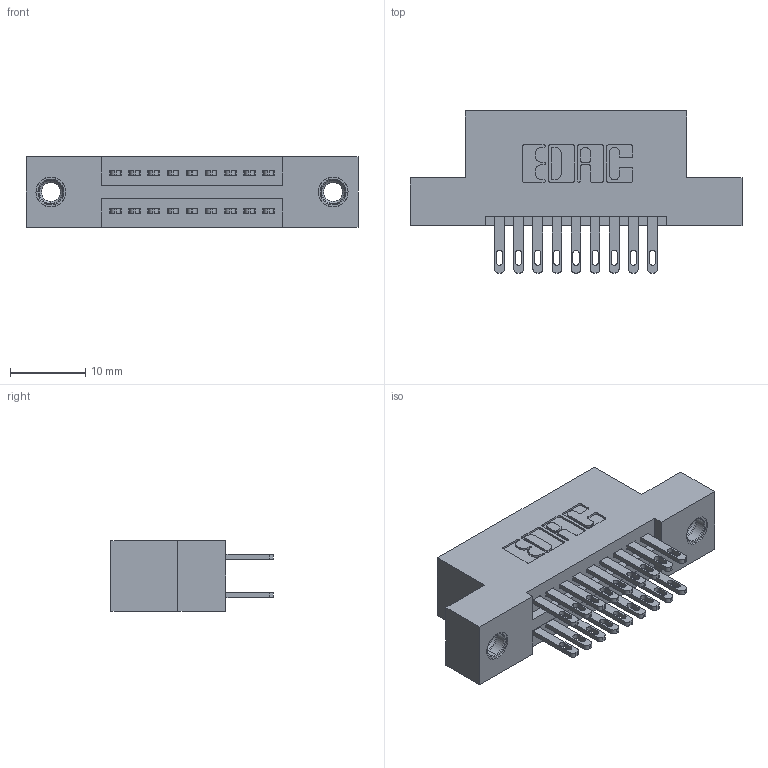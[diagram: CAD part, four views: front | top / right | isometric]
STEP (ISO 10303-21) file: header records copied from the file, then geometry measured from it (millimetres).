
FILE_DESCRIPTION (( 'STEP AP203' ), '1' );
FILE_NAME ('345-018-500-207.STEP', '2018-08-19T05:02:20', ( '' ), ( '' ), 'SwSTEP 2.0', 'SolidWorks 2016', '' );
FILE_SCHEMA (( 'CONFIG_CONTROL_DESIGN' ));
Length unit declared in the file: inch
Products named in the file (4): 345 Part_Flush Mounting Lugs - 0.156 Dia-TI; 345-292-001_345-293-100; 345-250-001_345-250-005-103; 345-018-500-207
Assembly tree (21 placements, depth 2):
  345-018-500-207
    345 Part_Flush Mounting Lugs - 0.156 Dia-TI
    345-292-001_345-293-100  x18
    345-250-001_345-250-005-103  x2
Bounding box: 44.07 x 21.51 x 9.4 mm (x, y, z)
Volume: 4016.1 mm3; surface area: 5508.8 mm2
Topology: 21 solids, 21 shells, 1014 faces, 3015 edges, 2002 vertices
Faces by surface type: plane 598, cylinder 400, cone 12, torus 4
Entity records: 12620 total; most frequent: CARTESIAN_POINT 2127, ORIENTED_EDGE 2054, DIRECTION 1945, EDGE_CURVE 1027, LINE 835, VECTOR 835, VERTEX_POINT 680, AXIS2_PLACEMENT_3D 555
